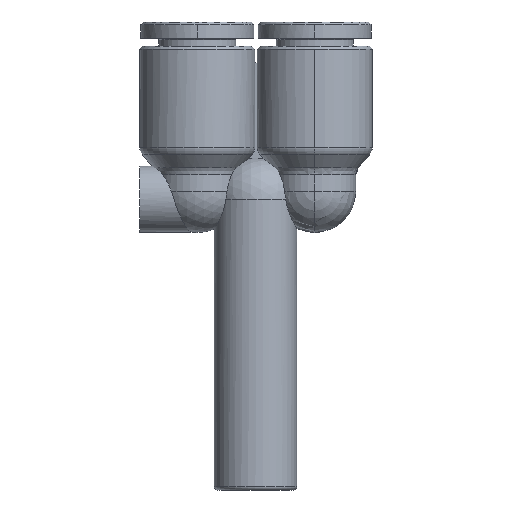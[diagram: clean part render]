
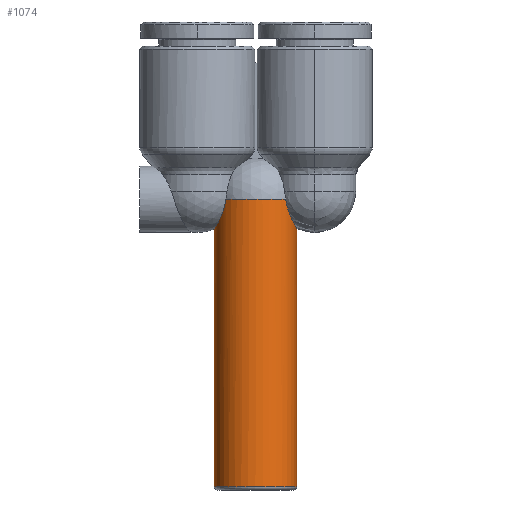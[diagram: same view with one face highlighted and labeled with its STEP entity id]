
A CAD part, front view. The second image highlights one B-rep face of the part: STEP entity #1074.
In plain terms, the highlighted cylindrical face has radius 4 mm (diameter 8 mm), a partial arc.
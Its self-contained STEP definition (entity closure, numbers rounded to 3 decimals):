
#305=CARTESIAN_POINT('',(-2.574,0.,1.434));
#306=VERTEX_POINT('',#305);
#989=CARTESIAN_POINT('',(-3.843,0.,5.434));
#990=DIRECTION('',(-1.0,0.,0.));
#991=DIRECTION('',(0.0,0.0,-1.0));
#992=AXIS2_PLACEMENT_3D('',#989,#990,#991);
#993=CYLINDRICAL_SURFACE('',#992,4.);
#994=CARTESIAN_POINT('',(22.482,0.,1.434));
#995=VERTEX_POINT('',#994);
#996=CARTESIAN_POINT('',(22.482,0.,1.434));
#997=DIRECTION('',(-1.0,0.0,0.0));
#998=VECTOR('',#997,25.056);
#999=LINE('',#996,#998);
#1000=EDGE_CURVE('',#995,#306,#999,.T.);
#1001=ORIENTED_EDGE('',*,*,#1000,.F.);
#1002=CARTESIAN_POINT('',(22.482,0.,9.434));
#1003=VERTEX_POINT('',#1002);
#1004=CARTESIAN_POINT('',(22.482,0.,5.434));
#1005=DIRECTION('',(1.0,0.0,0.0));
#1006=DIRECTION('',(0.0,0.0,1.0));
#1007=AXIS2_PLACEMENT_3D('',#1004,#1005,#1006);
#1008=CIRCLE('',#1007,4.);
#1009=EDGE_CURVE('',#1003,#995,#1008,.T.);
#1010=ORIENTED_EDGE('',*,*,#1009,.F.);
#1011=CARTESIAN_POINT('',(-2.621,0.,9.434));
#1012=VERTEX_POINT('',#1011);
#1013=CARTESIAN_POINT('',(-2.621,0.,9.434));
#1014=DIRECTION('',(1.0,0.0,0.0));
#1015=VECTOR('',#1014,25.103);
#1016=LINE('',#1013,#1015);
#1017=EDGE_CURVE('',#1012,#1003,#1016,.T.);
#1018=ORIENTED_EDGE('',*,*,#1017,.F.);
#1019=CARTESIAN_POINT('',(-5.468,-2.73,8.358));
#1020=VERTEX_POINT('',#1019);
#1021=CARTESIAN_POINT('',(-2.621,0.,9.434));
#1022=CARTESIAN_POINT('',(-2.621,-0.121,9.434));
#1023=CARTESIAN_POINT('',(-2.63,-0.247,9.428));
#1024=CARTESIAN_POINT('',(-2.668,-0.499,9.405));
#1025=CARTESIAN_POINT('',(-2.697,-0.625,9.387));
#1026=CARTESIAN_POINT('',(-2.774,-0.869,9.34));
#1027=CARTESIAN_POINT('',(-2.821,-0.988,9.312));
#1028=CARTESIAN_POINT('',(-2.931,-1.211,9.248));
#1029=CARTESIAN_POINT('',(-2.993,-1.316,9.213));
#1030=CARTESIAN_POINT('',(-3.222,-1.649,9.087));
#1031=CARTESIAN_POINT('',(-3.424,-1.856,8.983));
#1032=CARTESIAN_POINT('',(-3.884,-2.204,8.778));
#1033=CARTESIAN_POINT('',(-4.144,-2.347,8.676));
#1034=CARTESIAN_POINT('',(-4.7,-2.57,8.502));
#1035=CARTESIAN_POINT('',(-4.997,-2.651,8.43));
#1036=CARTESIAN_POINT('',(-5.357,-2.713,8.373));
#1037=CARTESIAN_POINT('',(-5.412,-2.722,8.365));
#1038=CARTESIAN_POINT('',(-5.468,-2.73,8.358));
#1039=B_SPLINE_CURVE_WITH_KNOTS('',3,(#1021,#1022,#1023,#1024,#1025,#1026,#1027,#1028,#1029,#1030,#1031,#1032,#1033,#1034,#1035,#1036,#1037,#1038),.UNSPECIFIED.,.F.,.U.,(4,2,2,2,2,2,2,2,4),(5.322,5.686,6.05,6.414,6.778,7.685,8.593,9.501,9.666),.UNSPECIFIED.);
#1040=EDGE_CURVE('',#1012,#1020,#1039,.T.);
#1041=ORIENTED_EDGE('',*,*,#1040,.T.);
#1042=CARTESIAN_POINT('',(-5.468,-2.781,2.559));
#1043=VERTEX_POINT('',#1042);
#1044=CARTESIAN_POINT('',(-5.468,0.,5.434));
#1045=DIRECTION('',(-1.0,0.0,0.0));
#1046=DIRECTION('',(0.0,0.0,-1.0));
#1047=AXIS2_PLACEMENT_3D('',#1044,#1045,#1046);
#1048=CIRCLE('',#1047,4.);
#1049=EDGE_CURVE('',#1043,#1020,#1048,.T.);
#1050=ORIENTED_EDGE('',*,*,#1049,.F.);
#1051=CARTESIAN_POINT('',(-2.574,0.,1.434));
#1052=CARTESIAN_POINT('',(-2.574,-0.124,1.434));
#1053=CARTESIAN_POINT('',(-2.583,-0.253,1.44));
#1054=CARTESIAN_POINT('',(-2.622,-0.511,1.464));
#1055=CARTESIAN_POINT('',(-2.651,-0.64,1.483));
#1056=CARTESIAN_POINT('',(-2.729,-0.89,1.532));
#1057=CARTESIAN_POINT('',(-2.778,-1.011,1.562));
#1058=CARTESIAN_POINT('',(-2.89,-1.24,1.629));
#1059=CARTESIAN_POINT('',(-2.953,-1.347,1.666));
#1060=CARTESIAN_POINT('',(-3.185,-1.686,1.797));
#1061=CARTESIAN_POINT('',(-3.388,-1.895,1.905));
#1062=CARTESIAN_POINT('',(-3.854,-2.248,2.119));
#1063=CARTESIAN_POINT('',(-4.116,-2.393,2.225));
#1064=CARTESIAN_POINT('',(-4.679,-2.618,2.406));
#1065=CARTESIAN_POINT('',(-4.98,-2.7,2.482));
#1066=CARTESIAN_POINT('',(-5.348,-2.764,2.542));
#1067=CARTESIAN_POINT('',(-5.408,-2.773,2.551));
#1068=CARTESIAN_POINT('',(-5.468,-2.781,2.559));
#1069=B_SPLINE_CURVE_WITH_KNOTS('',3,(#1051,#1052,#1053,#1054,#1055,#1056,#1057,#1058,#1059,#1060,#1061,#1062,#1063,#1064,#1065,#1066,#1067,#1068),.UNSPECIFIED.,.F.,.U.,(4,2,2,2,2,2,2,2,4),(5.411,5.784,6.157,6.529,6.902,7.823,8.745,9.666,9.845),.UNSPECIFIED.);
#1070=EDGE_CURVE('',#306,#1043,#1069,.T.);
#1071=ORIENTED_EDGE('',*,*,#1070,.F.);
#1072=EDGE_LOOP('',(#1001,#1010,#1018,#1041,#1050,#1071));
#1073=FACE_OUTER_BOUND('',#1072,.T.);
#1074=ADVANCED_FACE('',(#1073),#993,.T.);
